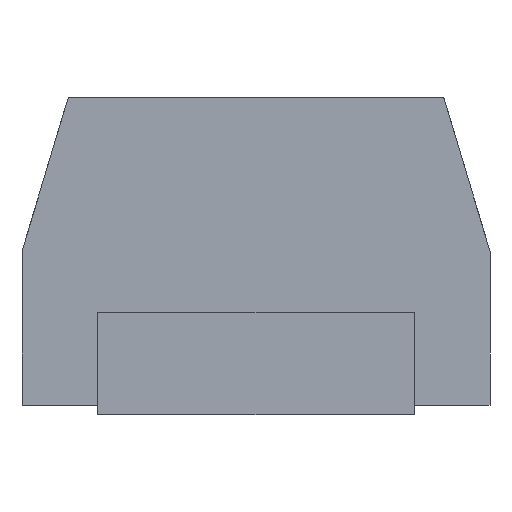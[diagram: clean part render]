
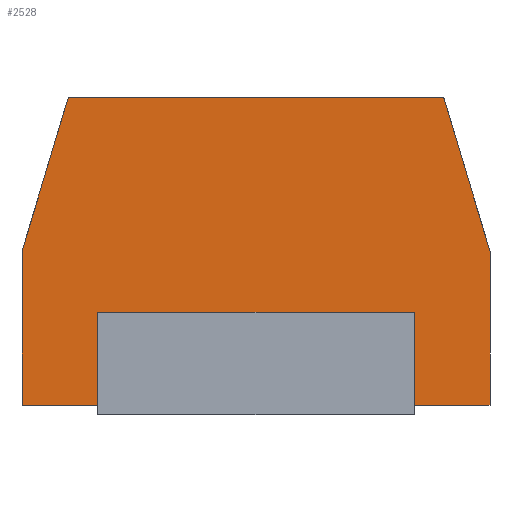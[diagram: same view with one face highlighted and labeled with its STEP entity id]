
A CAD part, left-side view. The second image highlights one B-rep face of the part: STEP entity #2528.
In plain terms, the highlighted planar face has unit normal (-1, 0, 0).
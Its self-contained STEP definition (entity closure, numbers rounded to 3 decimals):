
#39 = EDGE_CURVE ( 'NONE', #1365, #2812, #790, .T. ) ;
#115 = EDGE_CURVE ( 'NONE', #1056, #1950, #2245, .T. ) ;
#116 = DIRECTION ( 'NONE',  ( 0., 0., -1. ) ) ;
#142 = VECTOR ( 'NONE', #2472, 1000. ) ;
#161 = LINE ( 'NONE', #1313, #1976 ) ;
#197 = VERTEX_POINT ( 'NONE', #1856 ) ;
#308 = LINE ( 'NONE', #2446, #1789 ) ;
#332 = AXIS2_PLACEMENT_3D ( 'NONE', #655, #1329, #906 ) ;
#341 = LINE ( 'NONE', #2630, #427 ) ;
#354 = DIRECTION ( 'NONE',  ( 0., 0.288, -0.958 ) ) ;
#355 = CARTESIAN_POINT ( 'NONE',  ( -4.865, -1.698, 0. ) ) ;
#368 = ORIENTED_EDGE ( 'NONE', *, *, #1198, .F. ) ;
#396 = DIRECTION ( 'NONE',  ( 0., 0., -1. ) ) ;
#427 = VECTOR ( 'NONE', #1237, 1000. ) ;
#445 = EDGE_CURVE ( 'NONE', #2812, #1668, #1502, .T. ) ;
#488 = EDGE_CURVE ( 'NONE', #881, #1365, #161, .T. ) ;
#560 = VERTEX_POINT ( 'NONE', #2437 ) ;
#568 = EDGE_LOOP ( 'NONE', ( #2250, #806, #628, #1887, #2633, #2305, #1688, #2302, #368, #2489 ) ) ;
#569 = VECTOR ( 'NONE', #996, 1000. ) ;
#628 = ORIENTED_EDGE ( 'NONE', *, *, #115, .T. ) ;
#630 = EDGE_CURVE ( 'NONE', #560, #826, #934, .T. ) ;
#655 = CARTESIAN_POINT ( 'NONE',  ( -4.865, -2.515, 3.31 ) ) ;
#790 = LINE ( 'NONE', #1911, #569 ) ;
#806 = ORIENTED_EDGE ( 'NONE', *, *, #973, .T. ) ;
#826 = VERTEX_POINT ( 'NONE', #2793 ) ;
#881 = VERTEX_POINT ( 'NONE', #962 ) ;
#906 = DIRECTION ( 'NONE',  ( 0., 0., -1. ) ) ;
#934 = LINE ( 'NONE', #1384, #1215 ) ;
#962 = CARTESIAN_POINT ( 'NONE',  ( -4.865, 1.698, 1. ) ) ;
#973 = EDGE_CURVE ( 'NONE', #197, #1056, #1715, .T. ) ;
#977 = CARTESIAN_POINT ( 'NONE',  ( -4.865, 1.698, 0. ) ) ;
#996 = DIRECTION ( 'NONE',  ( 0., 0., -1. ) ) ;
#1047 = EDGE_CURVE ( 'NONE', #197, #826, #2064, .T. ) ;
#1051 = DIRECTION ( 'NONE',  ( 0., -1., 0. ) ) ;
#1056 = VERTEX_POINT ( 'NONE', #2242 ) ;
#1072 = CARTESIAN_POINT ( 'NONE',  ( -4.865, -2.515, 0. ) ) ;
#1094 = FACE_OUTER_BOUND ( 'NONE', #568, .T. ) ;
#1198 = EDGE_CURVE ( 'NONE', #560, #1668, #308, .T. ) ;
#1215 = VECTOR ( 'NONE', #2263, 1000. ) ;
#1237 = DIRECTION ( 'NONE',  ( 0., -1., 0. ) ) ;
#1257 = VECTOR ( 'NONE', #1278, 1000. ) ;
#1278 = DIRECTION ( 'NONE',  ( 0., 0., 1. ) ) ;
#1313 = CARTESIAN_POINT ( 'NONE',  ( -4.865, -2.515, 1. ) ) ;
#1329 = DIRECTION ( 'NONE',  ( 1., 0., 0. ) ) ;
#1365 = VERTEX_POINT ( 'NONE', #2368 ) ;
#1384 = CARTESIAN_POINT ( 'NONE',  ( -4.865, -2.058, 3.173 ) ) ;
#1502 = LINE ( 'NONE', #1072, #2479 ) ;
#1513 = DIRECTION ( 'NONE',  ( 0., -1., 0. ) ) ;
#1624 = CARTESIAN_POINT ( 'NONE',  ( -4.865, -2.515, 0. ) ) ;
#1668 = VERTEX_POINT ( 'NONE', #1624 ) ;
#1688 = ORIENTED_EDGE ( 'NONE', *, *, #39, .T. ) ;
#1715 = LINE ( 'NONE', #2900, #2873 ) ;
#1789 = VECTOR ( 'NONE', #116, 1000. ) ;
#1856 = CARTESIAN_POINT ( 'NONE',  ( -4.865, 2.017, 3.31 ) ) ;
#1887 = ORIENTED_EDGE ( 'NONE', *, *, #2690, .T. ) ;
#1892 = CARTESIAN_POINT ( 'NONE',  ( -4.865, 2.515, 0. ) ) ;
#1911 = CARTESIAN_POINT ( 'NONE',  ( -4.865, -1.698, 3.31 ) ) ;
#1950 = VERTEX_POINT ( 'NONE', #1892 ) ;
#1976 = VECTOR ( 'NONE', #1513, 1000. ) ;
#1977 = VERTEX_POINT ( 'NONE', #977 ) ;
#2064 = LINE ( 'NONE', #2697, #142 ) ;
#2078 = VECTOR ( 'NONE', #396, 1000. ) ;
#2242 = CARTESIAN_POINT ( 'NONE',  ( -4.865, 2.515, 1.655 ) ) ;
#2245 = LINE ( 'NONE', #2278, #2078 ) ;
#2250 = ORIENTED_EDGE ( 'NONE', *, *, #1047, .F. ) ;
#2263 = DIRECTION ( 'NONE',  ( 0., 0.288, 0.958 ) ) ;
#2278 = CARTESIAN_POINT ( 'NONE',  ( -4.865, 2.515, 3.31 ) ) ;
#2302 = ORIENTED_EDGE ( 'NONE', *, *, #445, .T. ) ;
#2305 = ORIENTED_EDGE ( 'NONE', *, *, #488, .T. ) ;
#2368 = CARTESIAN_POINT ( 'NONE',  ( -4.865, -1.698, 1. ) ) ;
#2437 = CARTESIAN_POINT ( 'NONE',  ( -4.865, -2.515, 1.655 ) ) ;
#2446 = CARTESIAN_POINT ( 'NONE',  ( -4.865, -2.515, 3.31 ) ) ;
#2472 = DIRECTION ( 'NONE',  ( 0., -1., 0. ) ) ;
#2479 = VECTOR ( 'NONE', #1051, 1000. ) ;
#2489 = ORIENTED_EDGE ( 'NONE', *, *, #630, .T. ) ;
#2506 = PLANE ( 'NONE',  #332 ) ;
#2528 = ADVANCED_FACE ( 'NONE', ( #1094 ), #2506, .F. ) ;
#2630 = CARTESIAN_POINT ( 'NONE',  ( -4.865, -2.515, 0. ) ) ;
#2633 = ORIENTED_EDGE ( 'NONE', *, *, #2839, .T. ) ;
#2687 = CARTESIAN_POINT ( 'NONE',  ( -4.865, 1.698, 3.31 ) ) ;
#2690 = EDGE_CURVE ( 'NONE', #1950, #1977, #341, .T. ) ;
#2697 = CARTESIAN_POINT ( 'NONE',  ( -4.865, -2.515, 3.31 ) ) ;
#2793 = CARTESIAN_POINT ( 'NONE',  ( -4.865, -2.017, 3.31 ) ) ;
#2812 = VERTEX_POINT ( 'NONE', #355 ) ;
#2839 = EDGE_CURVE ( 'NONE', #1977, #881, #2946, .T. ) ;
#2873 = VECTOR ( 'NONE', #354, 1000. ) ;
#2900 = CARTESIAN_POINT ( 'NONE',  ( -4.865, 1.641, 4.56 ) ) ;
#2946 = LINE ( 'NONE', #2687, #1257 ) ;
